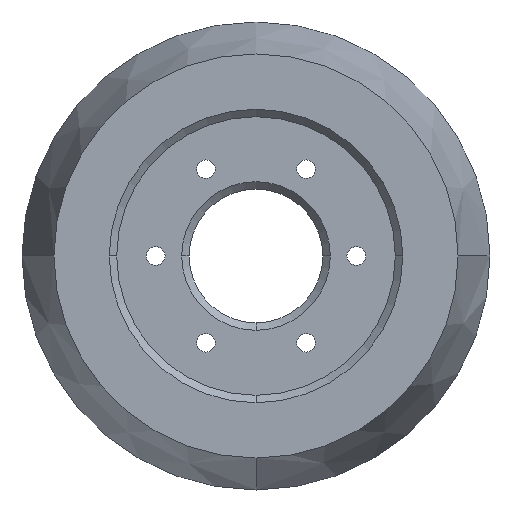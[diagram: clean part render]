
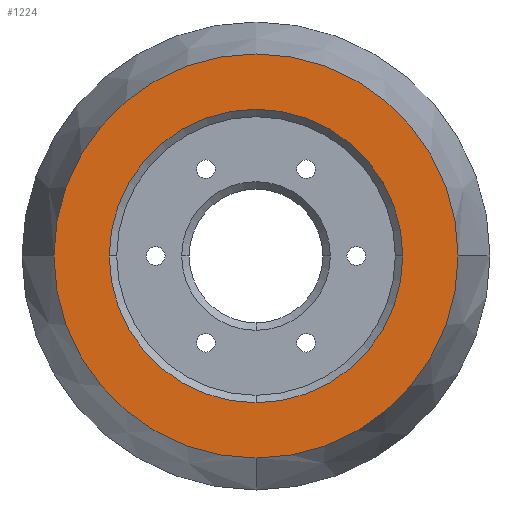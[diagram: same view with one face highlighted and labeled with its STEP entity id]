
A CAD part, front view. The second image highlights one B-rep face of the part: STEP entity #1224.
In plain terms, the highlighted planar face has unit normal (0, -1, 0).
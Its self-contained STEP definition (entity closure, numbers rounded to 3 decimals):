
#3 = CARTESIAN_POINT ( 'NONE',  ( -3.56, -4.655, -0.005 ) ) ;
#5 = AXIS2_PLACEMENT_3D ( 'NONE', #720, #4458, #1606 ) ;
#137 = ORIENTED_EDGE ( 'NONE', *, *, #4213, .T. ) ;
#544 = CARTESIAN_POINT ( 'NONE',  ( -30.76, -4.655, -0.005 ) ) ;
#591 = CIRCLE ( 'NONE', #4016, 27.2 ) ;
#613 = DIRECTION ( 'NONE',  ( 1., 0., 0. ) ) ;
#720 = CARTESIAN_POINT ( 'NONE',  ( -30.76, -4.655, -0.005 ) ) ;
#873 = CIRCLE ( 'NONE', #1650, 27.2 ) ;
#976 = CARTESIAN_POINT ( 'NONE',  ( -30.76, -4.655, -19.755 ) ) ;
#1050 = ORIENTED_EDGE ( 'NONE', *, *, #5905, .T. ) ;
#1157 = AXIS2_PLACEMENT_3D ( 'NONE', #544, #2375, #5791 ) ;
#1224 = ADVANCED_FACE ( 'NONE', ( #2124, #3027 ), #2997, .T. ) ;
#1476 = CARTESIAN_POINT ( 'NONE',  ( -30.76, -4.655, -0.005 ) ) ;
#1571 = VERTEX_POINT ( 'NONE', #2718 ) ;
#1606 = DIRECTION ( 'NONE',  ( 0., 0., -1. ) ) ;
#1650 = AXIS2_PLACEMENT_3D ( 'NONE', #1476, #5146, #4203 ) ;
#1669 = AXIS2_PLACEMENT_3D ( 'NONE', #2902, #5236, #613 ) ;
#1719 = DIRECTION ( 'NONE',  ( -1., 0., 0. ) ) ;
#1960 = ORIENTED_EDGE ( 'NONE', *, *, #6032, .T. ) ;
#2124 = FACE_BOUND ( 'NONE', #5342, .T. ) ;
#2132 = ORIENTED_EDGE ( 'NONE', *, *, #2336, .T. ) ;
#2336 = EDGE_CURVE ( 'NONE', #4968, #1571, #5244, .T. ) ;
#2375 = DIRECTION ( 'NONE',  ( 0., 1., 0. ) ) ;
#2636 = CIRCLE ( 'NONE', #4419, 27.2 ) ;
#2648 = VERTEX_POINT ( 'NONE', #976 ) ;
#2718 = CARTESIAN_POINT ( 'NONE',  ( -11.01, -4.655, -0.005 ) ) ;
#2795 = CARTESIAN_POINT ( 'NONE',  ( -30.76, -4.655, -0.005 ) ) ;
#2841 = CARTESIAN_POINT ( 'NONE',  ( -50.51, -4.655, -0.005 ) ) ;
#2902 = CARTESIAN_POINT ( 'NONE',  ( -30.76, -4.655, -0.005 ) ) ;
#2997 = PLANE ( 'NONE',  #5 ) ;
#3027 = FACE_OUTER_BOUND ( 'NONE', #4534, .T. ) ;
#3038 = ORIENTED_EDGE ( 'NONE', *, *, #4336, .T. ) ;
#3115 = CIRCLE ( 'NONE', #1669, 19.75 ) ;
#3343 = DIRECTION ( 'NONE',  ( 1., 0., 0. ) ) ;
#3528 = VERTEX_POINT ( 'NONE', #5166 ) ;
#4016 = AXIS2_PLACEMENT_3D ( 'NONE', #2795, #4249, #3343 ) ;
#4030 = CARTESIAN_POINT ( 'NONE',  ( -30.76, -4.655, -0.005 ) ) ;
#4054 = CARTESIAN_POINT ( 'NONE',  ( -30.76, -4.655, -0.005 ) ) ;
#4203 = DIRECTION ( 'NONE',  ( -1., 0., 0. ) ) ;
#4213 = EDGE_CURVE ( 'NONE', #2648, #4968, #3115, .T. ) ;
#4249 = DIRECTION ( 'NONE',  ( 0., -1., 0. ) ) ;
#4290 = CIRCLE ( 'NONE', #1157, 19.75 ) ;
#4336 = EDGE_CURVE ( 'NONE', #5053, #4524, #591, .T. ) ;
#4419 = AXIS2_PLACEMENT_3D ( 'NONE', #4030, #5934, #4478 ) ;
#4458 = DIRECTION ( 'NONE',  ( 0., -1., 0. ) ) ;
#4478 = DIRECTION ( 'NONE',  ( -1., 0., 0. ) ) ;
#4524 = VERTEX_POINT ( 'NONE', #5348 ) ;
#4534 = EDGE_LOOP ( 'NONE', ( #6049, #1050, #3038 ) ) ;
#4592 = EDGE_CURVE ( 'NONE', #4524, #3528, #2636, .T. ) ;
#4968 = VERTEX_POINT ( 'NONE', #2841 ) ;
#5053 = VERTEX_POINT ( 'NONE', #3 ) ;
#5146 = DIRECTION ( 'NONE',  ( 0., -1., 0. ) ) ;
#5166 = CARTESIAN_POINT ( 'NONE',  ( -30.76, -4.655, -27.205 ) ) ;
#5236 = DIRECTION ( 'NONE',  ( 0., 1., 0. ) ) ;
#5244 = CIRCLE ( 'NONE', #6055, 19.75 ) ;
#5342 = EDGE_LOOP ( 'NONE', ( #2132, #1960, #137 ) ) ;
#5348 = CARTESIAN_POINT ( 'NONE',  ( -57.96, -4.655, -0.005 ) ) ;
#5791 = DIRECTION ( 'NONE',  ( 1., 0., 0. ) ) ;
#5905 = EDGE_CURVE ( 'NONE', #3528, #5053, #873, .T. ) ;
#5934 = DIRECTION ( 'NONE',  ( 0., -1., 0. ) ) ;
#5959 = DIRECTION ( 'NONE',  ( 0., 1., 0. ) ) ;
#6032 = EDGE_CURVE ( 'NONE', #1571, #2648, #4290, .T. ) ;
#6049 = ORIENTED_EDGE ( 'NONE', *, *, #4592, .T. ) ;
#6055 = AXIS2_PLACEMENT_3D ( 'NONE', #4054, #5959, #1719 ) ;
